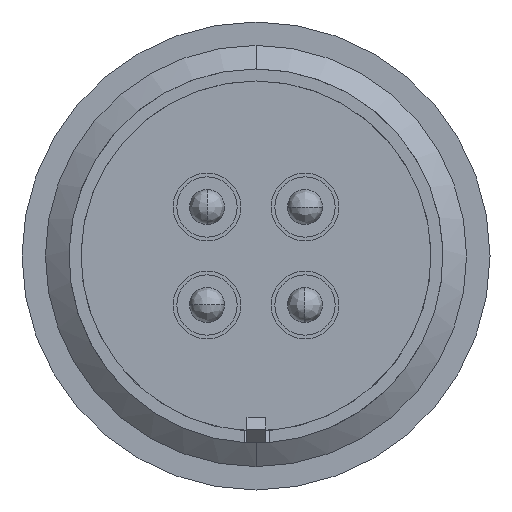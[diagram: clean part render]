
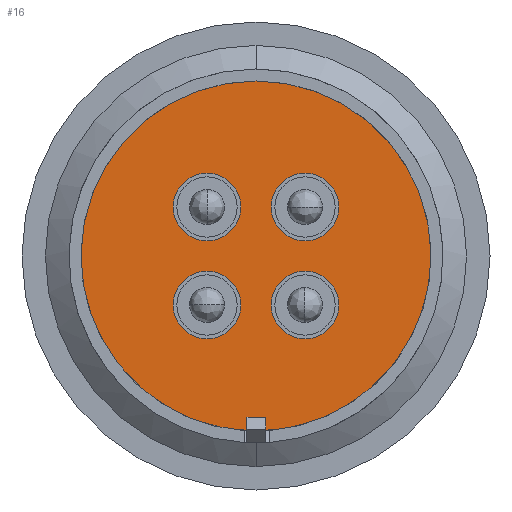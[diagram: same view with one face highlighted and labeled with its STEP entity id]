
A CAD part, front view. The second image highlights one B-rep face of the part: STEP entity #16.
In plain terms, the highlighted planar face has unit normal (0, -1, 0).
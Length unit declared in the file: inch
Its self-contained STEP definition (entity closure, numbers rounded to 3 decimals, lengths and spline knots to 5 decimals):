
#16 = ADVANCED_FACE ( 'NONE', ( #4624, #4616, #4168, #4623, #4116 ), #3241, .T. ) ;
#240 = DIRECTION ( 'NONE',  ( 0., 0., -1. ) ) ;
#241 = DIRECTION ( 'NONE',  ( 0., 1., 0. ) ) ;
#242 = CARTESIAN_POINT ( 'NONE',  ( -0.13081, 0., -0.13081 ) ) ;
#250 = DIRECTION ( 'NONE',  ( 0., 0., -1. ) ) ;
#251 = DIRECTION ( 'NONE',  ( 0., 1., 0. ) ) ;
#252 = CARTESIAN_POINT ( 'NONE',  ( 0.13081, 0., 0.13081 ) ) ;
#260 = DIRECTION ( 'NONE',  ( 0., -1., 0. ) ) ;
#265 = DIRECTION ( 'NONE',  ( 0., 0., -1. ) ) ;
#266 = DIRECTION ( 'NONE',  ( 0., -1., 0. ) ) ;
#267 = CARTESIAN_POINT ( 'NONE',  ( 0., 0., 0. ) ) ;
#554 = DIRECTION ( 'NONE',  ( 0., 0., -1. ) ) ;
#555 = DIRECTION ( 'NONE',  ( 0., 1., 0. ) ) ;
#556 = CARTESIAN_POINT ( 'NONE',  ( 0.13081, 0., 0.13081 ) ) ;
#580 = DIRECTION ( 'NONE',  ( 0., 0., -1. ) ) ;
#581 = DIRECTION ( 'NONE',  ( 0., 1., 0. ) ) ;
#582 = CARTESIAN_POINT ( 'NONE',  ( -0.13081, 0., -0.13081 ) ) ;
#657 = CARTESIAN_POINT ( 'NONE',  ( -0.13081, 0., 0.13081 ) ) ;
#716 = DIRECTION ( 'NONE',  ( 0., 0., -1. ) ) ;
#721 = CARTESIAN_POINT ( 'NONE',  ( -0.13081, 0., 0.22131 ) ) ;
#738 = DIRECTION ( 'NONE',  ( 0., 1., 0. ) ) ;
#744 = DIRECTION ( 'NONE',  ( 0., 1., 0. ) ) ;
#759 = CARTESIAN_POINT ( 'NONE',  ( 0., 0., 0. ) ) ;
#824 = CARTESIAN_POINT ( 'NONE',  ( 0.13081, 0., -0.13081 ) ) ;
#833 = DIRECTION ( 'NONE',  ( 0., 0., -1. ) ) ;
#865 = CARTESIAN_POINT ( 'NONE',  ( 0., 0., -0.49 ) ) ;
#872 = CARTESIAN_POINT ( 'NONE',  ( -0.13081, 0., 0.04031 ) ) ;
#906 = CARTESIAN_POINT ( 'NONE',  ( 0.13081, 0., -0.04031 ) ) ;
#909 = CARTESIAN_POINT ( 'NONE',  ( 0.13081, 0., -0.22131 ) ) ;
#917 = CARTESIAN_POINT ( 'NONE',  ( 0., 0., 0.49 ) ) ;
#969 = CARTESIAN_POINT ( 'NONE',  ( -0.13081, 0., -0.22131 ) ) ;
#976 = CARTESIAN_POINT ( 'NONE',  ( -0.13081, 0., -0.04031 ) ) ;
#1058 = DIRECTION ( 'NONE',  ( 0., 0., -1. ) ) ;
#1091 = CARTESIAN_POINT ( 'NONE',  ( 0.13081, 0., 0.04031 ) ) ;
#1121 = CARTESIAN_POINT ( 'NONE',  ( 0.13081, 0., 0.22131 ) ) ;
#1369 = DIRECTION ( 'NONE',  ( 0., 0., -1. ) ) ;
#1370 = DIRECTION ( 'NONE',  ( 0., 1., 0. ) ) ;
#1371 = CARTESIAN_POINT ( 'NONE',  ( 0.13081, 0., -0.13081 ) ) ;
#1430 = DIRECTION ( 'NONE',  ( 0., 0., -1. ) ) ;
#1431 = DIRECTION ( 'NONE',  ( 0., 1., 0. ) ) ;
#1432 = CARTESIAN_POINT ( 'NONE',  ( -0.13081, 0., 0.13081 ) ) ;
#1537 = ORIENTED_EDGE ( 'NONE', *, *, #3775, .T. ) ;
#1587 = ORIENTED_EDGE ( 'NONE', *, *, #3934, .T. ) ;
#1611 = ORIENTED_EDGE ( 'NONE', *, *, #3890, .T. ) ;
#1645 = ORIENTED_EDGE ( 'NONE', *, *, #3886, .T. ) ;
#1676 = EDGE_LOOP ( 'NONE', ( #1587, #2106 ) ) ;
#1828 = EDGE_LOOP ( 'NONE', ( #2645, #2400 ) ) ;
#2004 = EDGE_LOOP ( 'NONE', ( #2114, #2292 ) ) ;
#2028 = EDGE_LOOP ( 'NONE', ( #1537, #1645 ) ) ;
#2059 = EDGE_LOOP ( 'NONE', ( #1611, #2293 ) ) ;
#2106 = ORIENTED_EDGE ( 'NONE', *, *, #3881, .T. ) ;
#2114 = ORIENTED_EDGE ( 'NONE', *, *, #3914, .T. ) ;
#2212 = VERTEX_POINT ( 'NONE', #976 ) ;
#2242 = VERTEX_POINT ( 'NONE', #969 ) ;
#2292 = ORIENTED_EDGE ( 'NONE', *, *, #4027, .T. ) ;
#2293 = ORIENTED_EDGE ( 'NONE', *, *, #3765, .T. ) ;
#2334 = VERTEX_POINT ( 'NONE', #917 ) ;
#2340 = VERTEX_POINT ( 'NONE', #909 ) ;
#2361 = VERTEX_POINT ( 'NONE', #906 ) ;
#2400 = ORIENTED_EDGE ( 'NONE', *, *, #4004, .T. ) ;
#2415 = VERTEX_POINT ( 'NONE', #872 ) ;
#2434 = VERTEX_POINT ( 'NONE', #865 ) ;
#2645 = ORIENTED_EDGE ( 'NONE', *, *, #3937, .T. ) ;
#2646 = VERTEX_POINT ( 'NONE', #721 ) ;
#3234 = DIRECTION ( 'NONE',  ( 0., 0., -1. ) ) ;
#3240 = CARTESIAN_POINT ( 'NONE',  ( 0.4121, 0., -0.22074 ) ) ;
#3241 = PLANE ( 'NONE',  #3719 ) ;
#3288 = DIRECTION ( 'NONE',  ( 0., -1., 0. ) ) ;
#3392 = AXIS2_PLACEMENT_3D ( 'NONE', #1371, #1370, #1369 ) ;
#3405 = AXIS2_PLACEMENT_3D ( 'NONE', #1432, #1431, #1430 ) ;
#3442 = AXIS2_PLACEMENT_3D ( 'NONE', #657, #738, #716 ) ;
#3444 = AXIS2_PLACEMENT_3D ( 'NONE', #759, #260, #1058 ) ;
#3456 = AXIS2_PLACEMENT_3D ( 'NONE', #824, #744, #833 ) ;
#3477 = AXIS2_PLACEMENT_3D ( 'NONE', #242, #241, #240 ) ;
#3480 = AXIS2_PLACEMENT_3D ( 'NONE', #252, #251, #250 ) ;
#3484 = AXIS2_PLACEMENT_3D ( 'NONE', #267, #266, #265 ) ;
#3553 = AXIS2_PLACEMENT_3D ( 'NONE', #556, #555, #554 ) ;
#3560 = AXIS2_PLACEMENT_3D ( 'NONE', #582, #581, #580 ) ;
#3719 = AXIS2_PLACEMENT_3D ( 'NONE', #3240, #3288, #3234 ) ;
#3765 = EDGE_CURVE ( 'NONE', #2212, #2242, #4288, .T. ) ;
#3775 = EDGE_CURVE ( 'NONE', #4916, #4563, #4303, .T. ) ;
#3881 = EDGE_CURVE ( 'NONE', #2334, #2434, #4469, .T. ) ;
#3886 = EDGE_CURVE ( 'NONE', #4563, #4916, #4478, .T. ) ;
#3890 = EDGE_CURVE ( 'NONE', #2242, #2212, #4483, .T. ) ;
#3914 = EDGE_CURVE ( 'NONE', #2340, #2361, #4522, .T. ) ;
#3934 = EDGE_CURVE ( 'NONE', #2434, #2334, #4591, .T. ) ;
#3937 = EDGE_CURVE ( 'NONE', #2415, #2646, #4597, .T. ) ;
#4004 = EDGE_CURVE ( 'NONE', #2646, #2415, #4848, .T. ) ;
#4027 = EDGE_CURVE ( 'NONE', #2361, #2340, #4894, .T. ) ;
#4116 = FACE_OUTER_BOUND ( 'NONE', #1676, .T. ) ;
#4168 = FACE_BOUND ( 'NONE', #2059, .T. ) ;
#4288 = CIRCLE ( 'NONE', #3560, 0.0905 ) ;
#4303 = CIRCLE ( 'NONE', #3553, 0.0905 ) ;
#4469 = CIRCLE ( 'NONE', #3484, 0.49 ) ;
#4478 = CIRCLE ( 'NONE', #3480, 0.0905 ) ;
#4483 = CIRCLE ( 'NONE', #3477, 0.0905 ) ;
#4522 = CIRCLE ( 'NONE', #3456, 0.0905 ) ;
#4563 = VERTEX_POINT ( 'NONE', #1121 ) ;
#4591 = CIRCLE ( 'NONE', #3444, 0.49 ) ;
#4597 = CIRCLE ( 'NONE', #3442, 0.0905 ) ;
#4616 = FACE_BOUND ( 'NONE', #2004, .T. ) ;
#4623 = FACE_BOUND ( 'NONE', #2028, .T. ) ;
#4624 = FACE_BOUND ( 'NONE', #1828, .T. ) ;
#4848 = CIRCLE ( 'NONE', #3405, 0.0905 ) ;
#4894 = CIRCLE ( 'NONE', #3392, 0.0905 ) ;
#4916 = VERTEX_POINT ( 'NONE', #1091 ) ;
